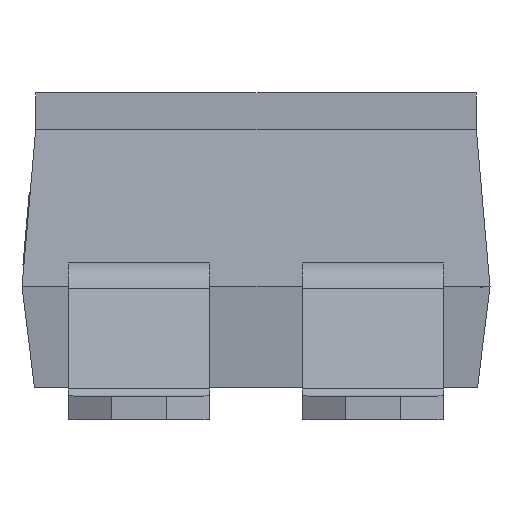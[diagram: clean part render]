
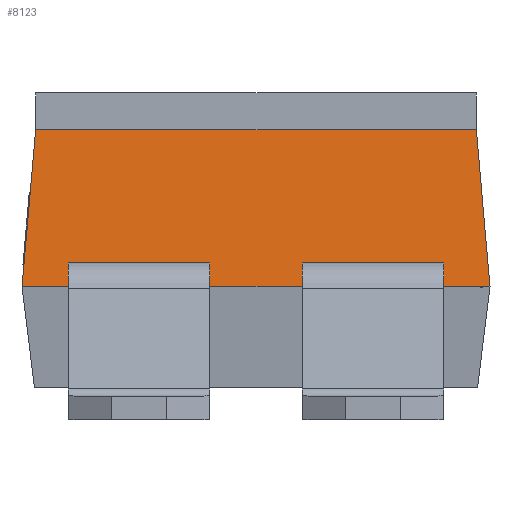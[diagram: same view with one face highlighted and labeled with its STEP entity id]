
A CAD part, front view. The second image highlights one B-rep face of the part: STEP entity #8123.
In plain terms, the highlighted planar face has unit normal (0, -0.996, 0.087).
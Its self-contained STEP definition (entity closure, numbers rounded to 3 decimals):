
#235 = DIRECTION ( 'NONE',  ( 1., 0., 0. ) ) ;
#334 = CARTESIAN_POINT ( 'NONE',  ( 1.77, -2.747, -0.07 ) ) ;
#487 = CARTESIAN_POINT ( 'NONE',  ( -1.27, -2.77, -0.33 ) ) ;
#1296 = VERTEX_POINT ( 'NONE', #8883 ) ;
#1417 = VERTEX_POINT ( 'NONE', #16262 ) ;
#1451 = ORIENTED_EDGE ( 'NONE', *, *, #11155, .T. ) ;
#1568 = CARTESIAN_POINT ( 'NONE',  ( -0.77, -2.77, -0.33 ) ) ;
#2018 = CARTESIAN_POINT ( 'NONE',  ( 1.77, -2.77, -0.33 ) ) ;
#2044 = EDGE_CURVE ( 'NONE', #3655, #17460, #15412, .T. ) ;
#2142 = DIRECTION ( 'NONE',  ( 0., -0.996, 0.087 ) ) ;
#2195 = LINE ( 'NONE', #15980, #4992 ) ;
#2402 = CARTESIAN_POINT ( 'NONE',  ( 3.661, -2.621, 1.37 ) ) ;
#2480 = CARTESIAN_POINT ( 'NONE',  ( 3.31, -2.77, -0.33 ) ) ;
#2585 = LINE ( 'NONE', #8029, #5876 ) ;
#2602 = ORIENTED_EDGE ( 'NONE', *, *, #11039, .F. ) ;
#2764 = VECTOR ( 'NONE', #12239, 1000. ) ;
#2977 = CARTESIAN_POINT ( 'NONE',  ( -1.27, -2.77, -0.33 ) ) ;
#3044 = VERTEX_POINT ( 'NONE', #9984 ) ;
#3076 = EDGE_CURVE ( 'NONE', #7709, #1417, #13874, .T. ) ;
#3472 = ORIENTED_EDGE ( 'NONE', *, *, #6943, .F. ) ;
#3476 = ORIENTED_EDGE ( 'NONE', *, *, #14517, .F. ) ;
#3535 = LINE ( 'NONE', #12823, #11048 ) ;
#3609 = VECTOR ( 'NONE', #17001, 1000. ) ;
#3626 = VECTOR ( 'NONE', #3641, 1000. ) ;
#3627 = DIRECTION ( 'NONE',  ( 0., 0.087, 0.996 ) ) ;
#3641 = DIRECTION ( 'NONE',  ( -0.087, 0.087, 0.992 ) ) ;
#3655 = VERTEX_POINT ( 'NONE', #6279 ) ;
#3739 = LINE ( 'NONE', #14671, #3609 ) ;
#3947 = VERTEX_POINT ( 'NONE', #2402 ) ;
#4018 = DIRECTION ( 'NONE',  ( 1., 0., 0. ) ) ;
#4027 = ORIENTED_EDGE ( 'NONE', *, *, #13965, .T. ) ;
#4065 = VECTOR ( 'NONE', #8419, 1000. ) ;
#4143 = LINE ( 'NONE', #2977, #4065 ) ;
#4149 = VECTOR ( 'NONE', #12072, 1000. ) ;
#4640 = EDGE_CURVE ( 'NONE', #1296, #3947, #10454, .T. ) ;
#4665 = EDGE_CURVE ( 'NONE', #10335, #5818, #2585, .T. ) ;
#4992 = VECTOR ( 'NONE', #6135, 1000. ) ;
#5086 = EDGE_LOOP ( 'NONE', ( #16365, #3476, #13897, #1451, #12432, #2602, #12822, #14857, #15115, #3472, #13384, #4027 ) ) ;
#5276 = CARTESIAN_POINT ( 'NONE',  ( -1.121, -2.621, 1.37 ) ) ;
#5700 = CARTESIAN_POINT ( 'NONE',  ( 0.77, -2.77, -0.33 ) ) ;
#5818 = VERTEX_POINT ( 'NONE', #2018 ) ;
#5829 = FACE_OUTER_BOUND ( 'NONE', #5086, .T. ) ;
#5876 = VECTOR ( 'NONE', #4018, 1000. ) ;
#5887 = VECTOR ( 'NONE', #235, 1000. ) ;
#5935 = CARTESIAN_POINT ( 'NONE',  ( 0.77, -2.77, -0.33 ) ) ;
#6135 = DIRECTION ( 'NONE',  ( 1., 0., 0. ) ) ;
#6279 = CARTESIAN_POINT ( 'NONE',  ( -0.77, -2.747, -0.07 ) ) ;
#6943 = EDGE_CURVE ( 'NONE', #10468, #1296, #4143, .T. ) ;
#6961 = VERTEX_POINT ( 'NONE', #8516 ) ;
#7353 = VECTOR ( 'NONE', #9939, 1000. ) ;
#7580 = DIRECTION ( 'NONE',  ( 0., 0.087, 0.996 ) ) ;
#7654 = CARTESIAN_POINT ( 'NONE',  ( 3.81, -2.77, -0.33 ) ) ;
#7709 = VERTEX_POINT ( 'NONE', #17489 ) ;
#8029 = CARTESIAN_POINT ( 'NONE',  ( 0.77, -2.77, -0.33 ) ) ;
#8123 = ADVANCED_FACE ( 'NONE', ( #5829 ), #16745, .T. ) ;
#8419 = DIRECTION ( 'NONE',  ( 0.087, 0.087, 0.992 ) ) ;
#8464 = EDGE_CURVE ( 'NONE', #10468, #15580, #2195, .T. ) ;
#8516 = CARTESIAN_POINT ( 'NONE',  ( 3.31, -2.77, -0.33 ) ) ;
#8883 = CARTESIAN_POINT ( 'NONE',  ( -1.121, -2.621, 1.37 ) ) ;
#8915 = CARTESIAN_POINT ( 'NONE',  ( -1.27, -2.77, -0.33 ) ) ;
#9089 = LINE ( 'NONE', #9264, #15194 ) ;
#9264 = CARTESIAN_POINT ( 'NONE',  ( -0.77, -2.77, -0.33 ) ) ;
#9939 = DIRECTION ( 'NONE',  ( 0., 0.087, 0.996 ) ) ;
#9984 = CARTESIAN_POINT ( 'NONE',  ( 3.81, -2.77, -0.33 ) ) ;
#10010 = CARTESIAN_POINT ( 'NONE',  ( -0.77, -2.747, -0.07 ) ) ;
#10335 = VERTEX_POINT ( 'NONE', #5700 ) ;
#10454 = LINE ( 'NONE', #5276, #4149 ) ;
#10468 = VERTEX_POINT ( 'NONE', #487 ) ;
#11039 = EDGE_CURVE ( 'NONE', #6961, #1417, #16355, .T. ) ;
#11048 = VECTOR ( 'NONE', #3627, 1000. ) ;
#11155 = EDGE_CURVE ( 'NONE', #5818, #7709, #3535, .T. ) ;
#11440 = DIRECTION ( 'NONE',  ( 1., 0., 0. ) ) ;
#11736 = CARTESIAN_POINT ( 'NONE',  ( 0.77, -2.747, -0.07 ) ) ;
#12072 = DIRECTION ( 'NONE',  ( 1., 0., 0. ) ) ;
#12239 = DIRECTION ( 'NONE',  ( 0., 0.087, 0.996 ) ) ;
#12432 = ORIENTED_EDGE ( 'NONE', *, *, #3076, .T. ) ;
#12633 = LINE ( 'NONE', #5935, #7353 ) ;
#12822 = ORIENTED_EDGE ( 'NONE', *, *, #15003, .T. ) ;
#12823 = CARTESIAN_POINT ( 'NONE',  ( 1.77, -2.77, -0.33 ) ) ;
#13384 = ORIENTED_EDGE ( 'NONE', *, *, #8464, .T. ) ;
#13874 = LINE ( 'NONE', #334, #5887 ) ;
#13897 = ORIENTED_EDGE ( 'NONE', *, *, #4665, .T. ) ;
#13965 = EDGE_CURVE ( 'NONE', #15580, #3655, #9089, .T. ) ;
#14055 = VECTOR ( 'NONE', #15322, 1000. ) ;
#14461 = LINE ( 'NONE', #7654, #3626 ) ;
#14517 = EDGE_CURVE ( 'NONE', #10335, #17460, #12633, .T. ) ;
#14671 = CARTESIAN_POINT ( 'NONE',  ( 3.31, -2.77, -0.33 ) ) ;
#14857 = ORIENTED_EDGE ( 'NONE', *, *, #15404, .T. ) ;
#15003 = EDGE_CURVE ( 'NONE', #6961, #3044, #3739, .T. ) ;
#15013 = AXIS2_PLACEMENT_3D ( 'NONE', #8915, #2142, #11440 ) ;
#15115 = ORIENTED_EDGE ( 'NONE', *, *, #4640, .F. ) ;
#15194 = VECTOR ( 'NONE', #7580, 1000. ) ;
#15322 = DIRECTION ( 'NONE',  ( 1., 0., 0. ) ) ;
#15404 = EDGE_CURVE ( 'NONE', #3044, #3947, #14461, .T. ) ;
#15412 = LINE ( 'NONE', #10010, #14055 ) ;
#15580 = VERTEX_POINT ( 'NONE', #1568 ) ;
#15980 = CARTESIAN_POINT ( 'NONE',  ( -1.27, -2.77, -0.33 ) ) ;
#16262 = CARTESIAN_POINT ( 'NONE',  ( 3.31, -2.747, -0.07 ) ) ;
#16355 = LINE ( 'NONE', #2480, #2764 ) ;
#16365 = ORIENTED_EDGE ( 'NONE', *, *, #2044, .T. ) ;
#16745 = PLANE ( 'NONE',  #15013 ) ;
#17001 = DIRECTION ( 'NONE',  ( 1., 0., 0. ) ) ;
#17460 = VERTEX_POINT ( 'NONE', #11736 ) ;
#17489 = CARTESIAN_POINT ( 'NONE',  ( 1.77, -2.747, -0.07 ) ) ;
